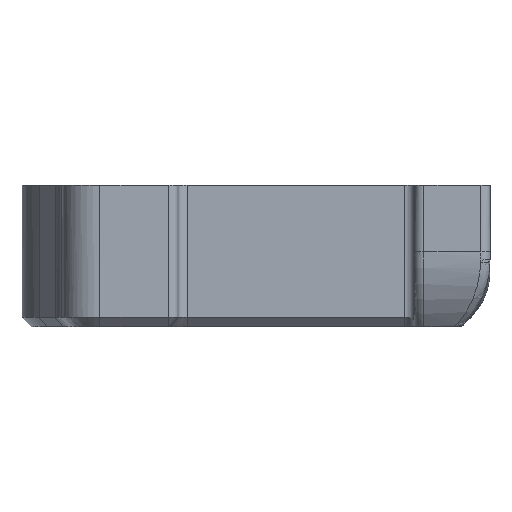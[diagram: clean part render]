
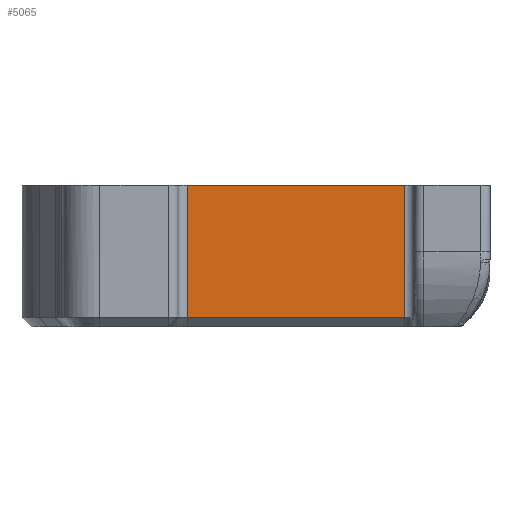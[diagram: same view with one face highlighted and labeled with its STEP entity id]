
A CAD part, front view. The second image highlights one B-rep face of the part: STEP entity #5065.
In plain terms, the highlighted planar face has unit normal (0, -1, 0).
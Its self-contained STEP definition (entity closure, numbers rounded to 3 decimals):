
#1746=DIRECTION('',(0.,0.,1.));
#1747=VECTOR('',#1746,14.);
#1748=CARTESIAN_POINT('',(373.007,-288.573,35.406));
#1749=LINE('',#1748,#1747);
#1753=DIRECTION('',(-1.,0.,0.));
#1754=VECTOR('',#1753,23.);
#1755=CARTESIAN_POINT('',(373.007,-288.573,35.406));
#1756=LINE('',#1755,#1754);
#1760=DIRECTION('',(0.,0.,1.));
#1761=VECTOR('',#1760,14.);
#1762=CARTESIAN_POINT('',(350.007,-288.573,35.406));
#1763=LINE('',#1762,#1761);
#1767=DIRECTION('',(1.,0.,0.));
#1768=VECTOR('',#1767,23.);
#1769=CARTESIAN_POINT('',(350.007,-288.573,49.406));
#1770=LINE('',#1769,#1768);
#3503=CARTESIAN_POINT('',(350.007,-288.573,49.406));
#3504=VERTEX_POINT('',#3503);
#3505=CARTESIAN_POINT('',(350.007,-288.573,35.406));
#3506=VERTEX_POINT('',#3505);
#3536=CARTESIAN_POINT('',(373.007,-288.573,35.406));
#3538=VERTEX_POINT('',#3536);
#3545=CARTESIAN_POINT('',(373.007,-288.573,49.406));
#3546=VERTEX_POINT('',#3545);
#5053=CARTESIAN_POINT('',(376.507,-288.573,64.406));
#5054=DIRECTION('',(0.,1.,0.));
#5055=DIRECTION('',(0.,0.,-1.));
#5056=AXIS2_PLACEMENT_3D('',#5053,#5054,#5055);
#5057=PLANE('',#5056);
#5059=ORIENTED_EDGE('',*,*,#5058,.F.);
#5060=ORIENTED_EDGE('',*,*,#4852,.T.);
#5061=ORIENTED_EDGE('',*,*,#5045,.T.);
#5062=ORIENTED_EDGE('',*,*,#3595,.T.);
#5063=EDGE_LOOP('',(#5059,#5060,#5061,#5062));
#5064=FACE_OUTER_BOUND('',#5063,.F.);
#5065=ADVANCED_FACE('',(#5064),#5057,.F.);
#3595=EDGE_CURVE('',#3504,#3546,#1770,.T.);
#4852=EDGE_CURVE('',#3538,#3506,#1756,.T.);
#5045=EDGE_CURVE('',#3506,#3504,#1763,.T.);
#5058=EDGE_CURVE('',#3538,#3546,#1749,.T.);
